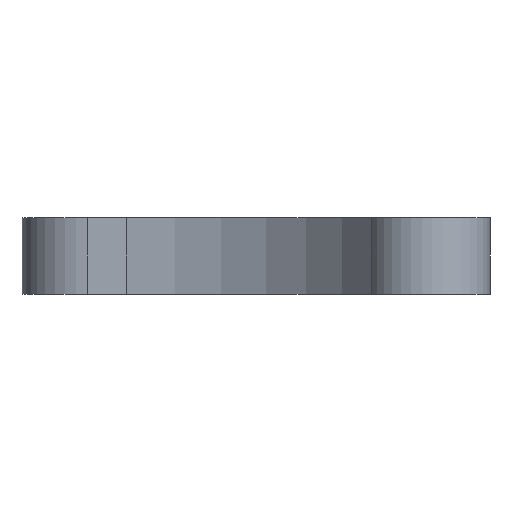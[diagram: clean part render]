
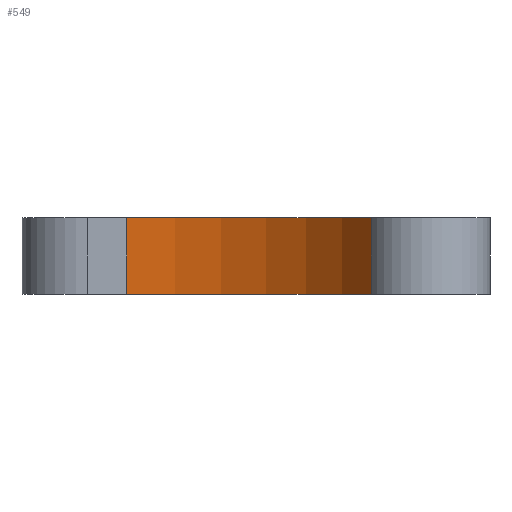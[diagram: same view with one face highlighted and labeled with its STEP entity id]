
A CAD part, front view. The second image highlights one B-rep face of the part: STEP entity #549.
In plain terms, the highlighted cylindrical face has radius 22.426 mm (diameter 44.852 mm), a partial arc.
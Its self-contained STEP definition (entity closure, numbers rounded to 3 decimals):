
#18 = VECTOR ( 'NONE', #470, 1000. ) ;
#61 = CARTESIAN_POINT ( 'NONE',  ( 588.92, 430.366, 0. ) ) ;
#79 = DIRECTION ( 'NONE',  ( 0., 0., -1. ) ) ;
#81 = EDGE_LOOP ( 'NONE', ( #604, #837, #617, #227 ) ) ;
#127 = EDGE_CURVE ( 'NONE', #339, #492, #132, .T. ) ;
#132 = LINE ( 'NONE', #330, #18 ) ;
#140 = DIRECTION ( 'NONE',  ( 0., 0., -1. ) ) ;
#155 = CARTESIAN_POINT ( 'NONE',  ( 588.92, 407.94, 0. ) ) ;
#189 = CARTESIAN_POINT ( 'NONE',  ( 607.65, 420.273, 5.85 ) ) ;
#195 = EDGE_CURVE ( 'NONE', #492, #409, #674, .T. ) ;
#227 = ORIENTED_EDGE ( 'NONE', *, *, #127, .T. ) ;
#237 = DIRECTION ( 'NONE',  ( -1., 0., 0. ) ) ;
#308 = DIRECTION ( 'NONE',  ( 0., 0., -1. ) ) ;
#330 = CARTESIAN_POINT ( 'NONE',  ( 588.92, 430.366, 5.85 ) ) ;
#334 = CYLINDRICAL_SURFACE ( 'NONE', #374, 22.426 ) ;
#339 = VERTEX_POINT ( 'NONE', #740 ) ;
#340 = EDGE_CURVE ( 'NONE', #665, #409, #875, .T. ) ;
#344 = CARTESIAN_POINT ( 'NONE',  ( 607.65, 420.273, 5.85 ) ) ;
#366 = AXIS2_PLACEMENT_3D ( 'NONE', #155, #79, #237 ) ;
#374 = AXIS2_PLACEMENT_3D ( 'NONE', #777, #308, #858 ) ;
#398 = CARTESIAN_POINT ( 'NONE',  ( 588.92, 407.94, 5.85 ) ) ;
#409 = VERTEX_POINT ( 'NONE', #624 ) ;
#465 = DIRECTION ( 'NONE',  ( 0., 0., -1. ) ) ;
#470 = DIRECTION ( 'NONE',  ( 0., 0., -1. ) ) ;
#492 = VERTEX_POINT ( 'NONE', #61 ) ;
#518 = FACE_OUTER_BOUND ( 'NONE', #81, .T. ) ;
#549 = ADVANCED_FACE ( 'NONE', ( #518 ), #334, .F. ) ;
#568 = AXIS2_PLACEMENT_3D ( 'NONE', #398, #465, #871 ) ;
#604 = ORIENTED_EDGE ( 'NONE', *, *, #195, .T. ) ;
#606 = VECTOR ( 'NONE', #140, 1000. ) ;
#617 = ORIENTED_EDGE ( 'NONE', *, *, #678, .F. ) ;
#624 = CARTESIAN_POINT ( 'NONE',  ( 607.65, 420.273, 0. ) ) ;
#665 = VERTEX_POINT ( 'NONE', #189 ) ;
#674 = CIRCLE ( 'NONE', #366, 22.426 ) ;
#678 = EDGE_CURVE ( 'NONE', #339, #665, #713, .T. ) ;
#713 = CIRCLE ( 'NONE', #568, 22.426 ) ;
#740 = CARTESIAN_POINT ( 'NONE',  ( 588.92, 430.366, 5.85 ) ) ;
#777 = CARTESIAN_POINT ( 'NONE',  ( 588.92, 407.94, 5.85 ) ) ;
#837 = ORIENTED_EDGE ( 'NONE', *, *, #340, .F. ) ;
#858 = DIRECTION ( 'NONE',  ( -1., 0., 0. ) ) ;
#871 = DIRECTION ( 'NONE',  ( -1., 0., 0. ) ) ;
#875 = LINE ( 'NONE', #344, #606 ) ;
